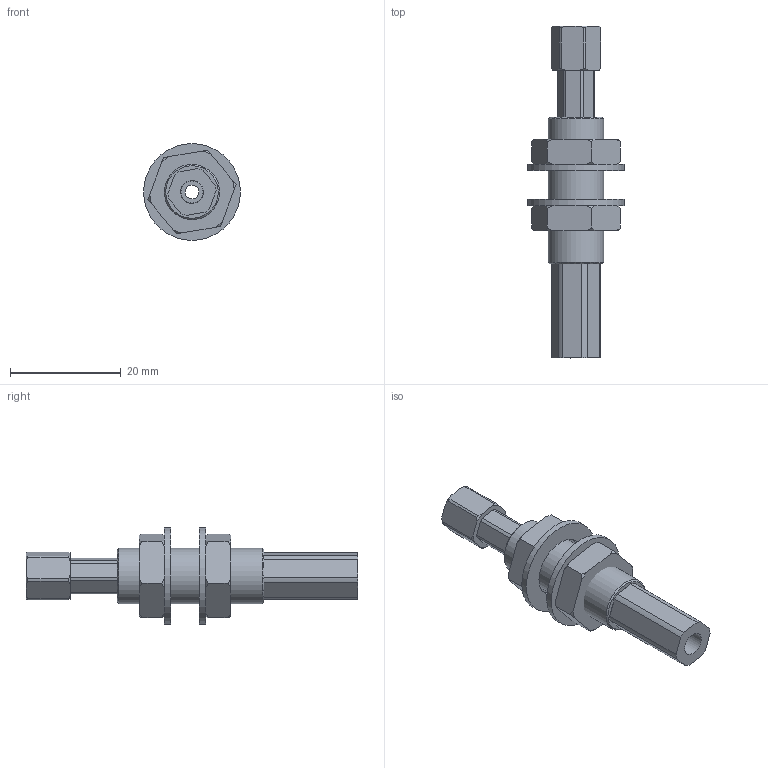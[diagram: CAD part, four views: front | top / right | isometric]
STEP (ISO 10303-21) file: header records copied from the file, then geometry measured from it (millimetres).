
FILE_DESCRIPTION(('STEP AP214'),'1');
FILE_NAME('CA.SDNG.1010.stp','2017-07-20T11:45:23',(' '),(' '),'Spatial InterOp 3D',' ',' ');
FILE_SCHEMA(('automotive_design'));
Length unit declared in the file: millimetre
Products named in the file (9): 05.01.005.06; VSNG.1010.2.1; VSN.1010.3; VSN.1010.4; VSN.10.1; VSN.10.2; M.5.9X20; R.10.SCH
Assembly tree (10 placements, depth 2):
  (unnamed)
    05.01.005.06  x2
    VSNG.1010.2.1
    VSN.1010.3
    VSN.1010.4
    VSN.10.1
    VSN.10.2
    M.5.9X20
    R.10.SCH  x2
Bounding box: 17.5 x 60 x 17.5 mm (x, y, z)
Volume: 4317.8 mm3; surface area: 6324.1 mm2
Topology: 10 solids, 10 shells, 152 faces, 370 edges, 243 vertices
Faces by surface type: plane 62, cone 49, cylinder 40, bspline 1
Full cylindrical faces by diameter (mm): 2.5 x2, 4.2 x4, 4.4 x1, 5 x3, 5.2 x1, 7 x1, 8 x2, 8.917 x2, 10 x1, 11 x2, 17.5 x2
Entity records: 5839 total; most frequent: CARTESIAN_POINT 1806, DIRECTION 591, ORIENTED_EDGE 540, EDGE_CURVE 270, AXIS2_PLACEMENT_3D 243, VERTEX_POINT 195, EDGE_LOOP 177, FACE_OUTER_BOUND 145
